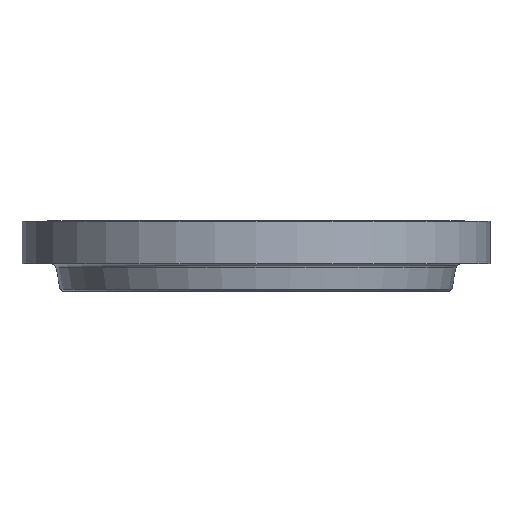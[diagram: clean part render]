
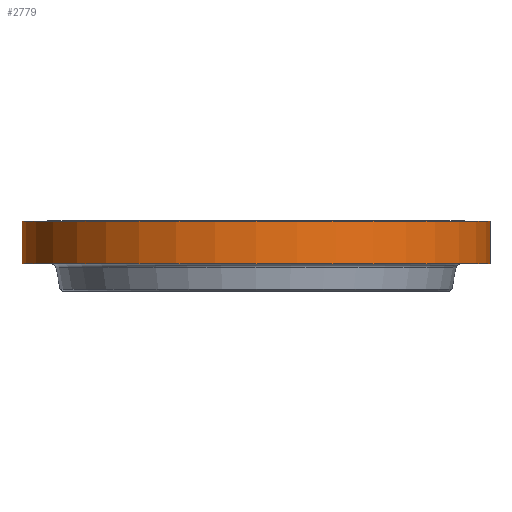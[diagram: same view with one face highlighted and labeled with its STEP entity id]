
A CAD part, front view. The second image highlights one B-rep face of the part: STEP entity #2779.
In plain terms, the highlighted cylindrical face has radius 790.575 mm (diameter 1581.15 mm), a partial arc.
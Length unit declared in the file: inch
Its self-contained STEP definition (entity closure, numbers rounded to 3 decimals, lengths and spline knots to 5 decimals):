
#317 = AXIS2_PLACEMENT_3D ( 'NONE', #2838, #839, #405 ) ;
#405 = DIRECTION ( 'NONE',  ( 1., 0., 0. ) ) ;
#417 = CARTESIAN_POINT ( 'NONE',  ( -31.125, 0., 0. ) ) ;
#421 = FACE_OUTER_BOUND ( 'NONE', #2160, .T. ) ;
#432 = CYLINDRICAL_SURFACE ( 'NONE', #783, 31.125 ) ;
#527 = CARTESIAN_POINT ( 'NONE',  ( 31.125, 0., -5.75 ) ) ;
#616 = CARTESIAN_POINT ( 'NONE',  ( 0., 0., -5.75 ) ) ;
#640 = VECTOR ( 'NONE', #2802, 39.37008 ) ;
#783 = AXIS2_PLACEMENT_3D ( 'NONE', #1308, #2194, #1969 ) ;
#839 = DIRECTION ( 'NONE',  ( 0., 0., 1. ) ) ;
#871 = VERTEX_POINT ( 'NONE', #527 ) ;
#1063 = CIRCLE ( 'NONE', #1115, 31.125 ) ;
#1067 = DIRECTION ( 'NONE',  ( 1., 0., 0. ) ) ;
#1115 = AXIS2_PLACEMENT_3D ( 'NONE', #616, #1962, #1067 ) ;
#1215 = ORIENTED_EDGE ( 'NONE', *, *, #1494, .F. ) ;
#1304 = DIRECTION ( 'NONE',  ( 0., 0., 1. ) ) ;
#1308 = CARTESIAN_POINT ( 'NONE',  ( 0., 0., 0. ) ) ;
#1387 = VECTOR ( 'NONE', #1304, 39.37008 ) ;
#1458 = VERTEX_POINT ( 'NONE', #2623 ) ;
#1494 = EDGE_CURVE ( 'NONE', #2255, #1458, #1801, .T. ) ;
#1552 = LINE ( 'NONE', #417, #1387 ) ;
#1707 = EDGE_CURVE ( 'NONE', #871, #1458, #1917, .T. ) ;
#1801 = CIRCLE ( 'NONE', #317, 31.125 ) ;
#1831 = VERTEX_POINT ( 'NONE', #2147 ) ;
#1856 = CARTESIAN_POINT ( 'NONE',  ( 31.125, 0., 0. ) ) ;
#1917 = LINE ( 'NONE', #1856, #640 ) ;
#1962 = DIRECTION ( 'NONE',  ( 0., 0., 1. ) ) ;
#1969 = DIRECTION ( 'NONE',  ( 1., 0., 0. ) ) ;
#2147 = CARTESIAN_POINT ( 'NONE',  ( -31.125, 0., -5.75 ) ) ;
#2160 = EDGE_LOOP ( 'NONE', ( #2591, #2443, #2345, #1215 ) ) ;
#2194 = DIRECTION ( 'NONE',  ( 0., 0., 1. ) ) ;
#2255 = VERTEX_POINT ( 'NONE', #2785 ) ;
#2334 = EDGE_CURVE ( 'NONE', #1831, #871, #1063, .T. ) ;
#2345 = ORIENTED_EDGE ( 'NONE', *, *, #1707, .T. ) ;
#2443 = ORIENTED_EDGE ( 'NONE', *, *, #2334, .T. ) ;
#2518 = EDGE_CURVE ( 'NONE', #1831, #2255, #1552, .T. ) ;
#2591 = ORIENTED_EDGE ( 'NONE', *, *, #2518, .F. ) ;
#2623 = CARTESIAN_POINT ( 'NONE',  ( 31.125, 0., -0.0625 ) ) ;
#2779 = ADVANCED_FACE ( 'NONE', ( #421 ), #432, .T. ) ;
#2785 = CARTESIAN_POINT ( 'NONE',  ( -31.125, 0., -0.0625 ) ) ;
#2802 = DIRECTION ( 'NONE',  ( 0., 0., 1. ) ) ;
#2838 = CARTESIAN_POINT ( 'NONE',  ( 0., 0., -0.0625 ) ) ;
